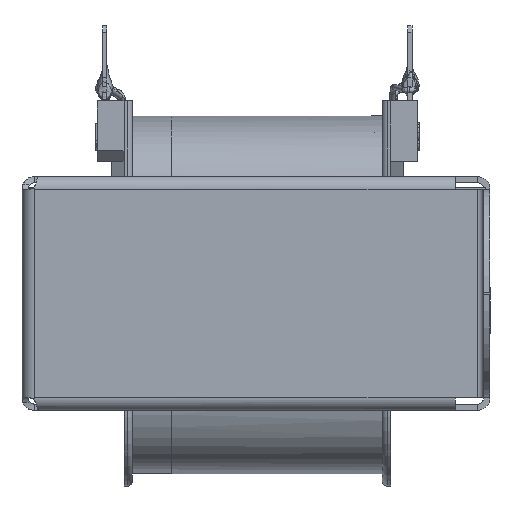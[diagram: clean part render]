
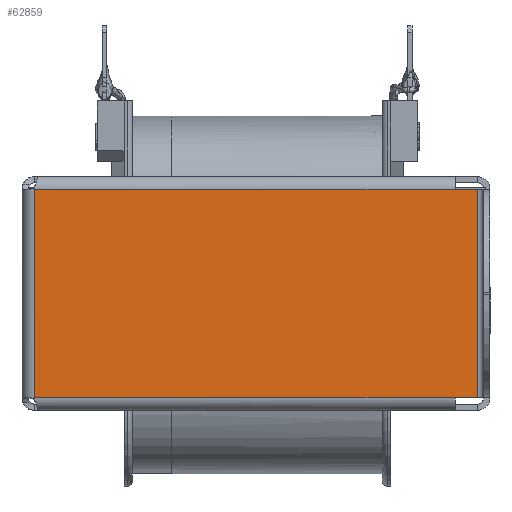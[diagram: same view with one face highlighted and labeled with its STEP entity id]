
A CAD part, left-side view. The second image highlights one B-rep face of the part: STEP entity #62859.
In plain terms, the highlighted planar face has unit normal (-1, 0, 0).
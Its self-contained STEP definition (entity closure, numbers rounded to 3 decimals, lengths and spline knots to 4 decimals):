
#4422=PLANE('',#67161);
#7633=FACE_OUTER_BOUND('',#11616,.T.);
#11616=EDGE_LOOP('',(#58115,#58116,#58117,#58118,#58119,#58120));
#18715=LINE('',#104037,#25728);
#18718=LINE('',#104044,#25731);
#18729=LINE('',#104067,#25742);
#18748=LINE('',#104189,#25761);
#18752=LINE('',#104211,#25765);
#18775=LINE('',#104337,#25788);
#25728=VECTOR('',#82037,0.3937);
#25731=VECTOR('',#82044,0.3937);
#25742=VECTOR('',#82065,0.3937);
#25761=VECTOR('',#82128,0.3937);
#25765=VECTOR('',#82150,0.3937);
#25788=VECTOR('',#82235,0.3937);
#32427=VERTEX_POINT('',#104029);
#32428=VERTEX_POINT('',#104033);
#32430=VERTEX_POINT('',#104042);
#32437=VERTEX_POINT('',#104066);
#32450=VERTEX_POINT('',#104188);
#32452=VERTEX_POINT('',#104209);
#40986=EDGE_CURVE('',#32427,#32428,#18715,.T.);
#40989=EDGE_CURVE('',#32430,#32428,#18718,.T.);
#41000=EDGE_CURVE('',#32437,#32427,#18729,.T.);
#41032=EDGE_CURVE('',#32450,#32437,#18748,.T.);
#41041=EDGE_CURVE('',#32430,#32452,#18752,.T.);
#41078=EDGE_CURVE('',#32452,#32450,#18775,.T.);
#58115=ORIENTED_EDGE('',*,*,#40986,.T.);
#58116=ORIENTED_EDGE('',*,*,#40989,.F.);
#58117=ORIENTED_EDGE('',*,*,#41041,.T.);
#58118=ORIENTED_EDGE('',*,*,#41078,.T.);
#58119=ORIENTED_EDGE('',*,*,#41032,.T.);
#58120=ORIENTED_EDGE('',*,*,#41000,.T.);
#62859=ADVANCED_FACE('',(#7633),#4422,.T.);
#67161=AXIS2_PLACEMENT_3D('',#104338,#82236,#82237);
#82037=DIRECTION('',(0.,0.,1.));
#82044=DIRECTION('',(0.,-1.,0.));
#82065=DIRECTION('',(0.,-1.,0.));
#82128=DIRECTION('',(0.,-1.,0.));
#82150=DIRECTION('',(0.,1.,0.));
#82235=DIRECTION('',(0.,0.,-1.));
#82236=DIRECTION('center_axis',(-1.,0.,0.));
#82237=DIRECTION('ref_axis',(0.,0.,
1.));
#104029=CARTESIAN_POINT('',(-1.3502,-2.1575,-0.5012));
#104033=CARTESIAN_POINT('',(-1.3502,-2.1575,0.5012));
#104037=CARTESIAN_POINT('',(-1.3502,-2.1575,-0.2506));
#104042=CARTESIAN_POINT('',(-1.3502,-2.05,0.5012));
#104044=CARTESIAN_POINT('',(-1.3502,-2.05,0.5012));
#104066=CARTESIAN_POINT('',(-1.3502,-2.05,-0.5012));
#104067=CARTESIAN_POINT('',(-1.3502,-2.05,-0.5012));
#104188=CARTESIAN_POINT('',(-1.3502,-0.03,-0.5012));
#104189=CARTESIAN_POINT('',(-1.3502,-1.5625,-0.5012));
#104209=CARTESIAN_POINT('',(-1.3502,-0.03,0.5012));
#104211=CARTESIAN_POINT('',(-1.3502,-0.5525,0.5012));
#104337=CARTESIAN_POINT('',(-1.3502,-0.03,0.));
#104338=CARTESIAN_POINT('Origin',(-1.3502,-1.0751,0.));
